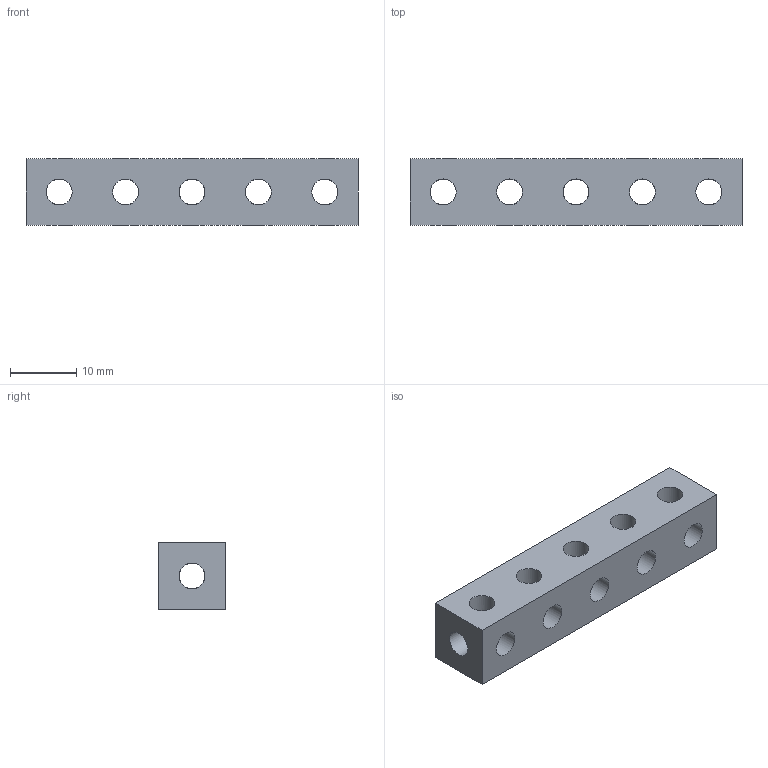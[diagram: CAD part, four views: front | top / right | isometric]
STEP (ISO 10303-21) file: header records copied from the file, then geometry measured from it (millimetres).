
FILE_DESCRIPTION(('Open CASCADE Model'),'2;1');
FILE_NAME('Open CASCADE Shape Model','2025-03-01T10:53:43',('Author'),( 'Open CASCADE'),'Open CASCADE STEP processor 7.8','Open CASCADE 7.8' ,'Unknown');
FILE_SCHEMA(('AUTOMOTIVE_DESIGN { 1 0 10303 214 1 1 1 1 }'));
Length unit declared in the file: millimetre
Products named in the file (1): Open CASCADE STEP translator 7.8 24
Bounding box: 50 x 10 x 10 mm (x, y, z)
Volume: 3627.6 mm3; surface area: 3129.7 mm2
Topology: 1 solids, 1 shells, 32 faces, 155 edges, 105 vertices
Faces by surface type: cylinder 26, plane 6
Full cylindrical faces by diameter (mm): 3.9 x26
Entity records: 5271 total; most frequent: CARTESIAN_POINT 2545, DIRECTION 446, ORIENTED_EDGE 310, PCURVE 310, DEFINITIONAL_REPRESENTATION 310, B_SPLINE_CURVE_WITH_KNOTS 190, EDGE_CURVE 155, AXIS2_PLACEMENT_3D 150
